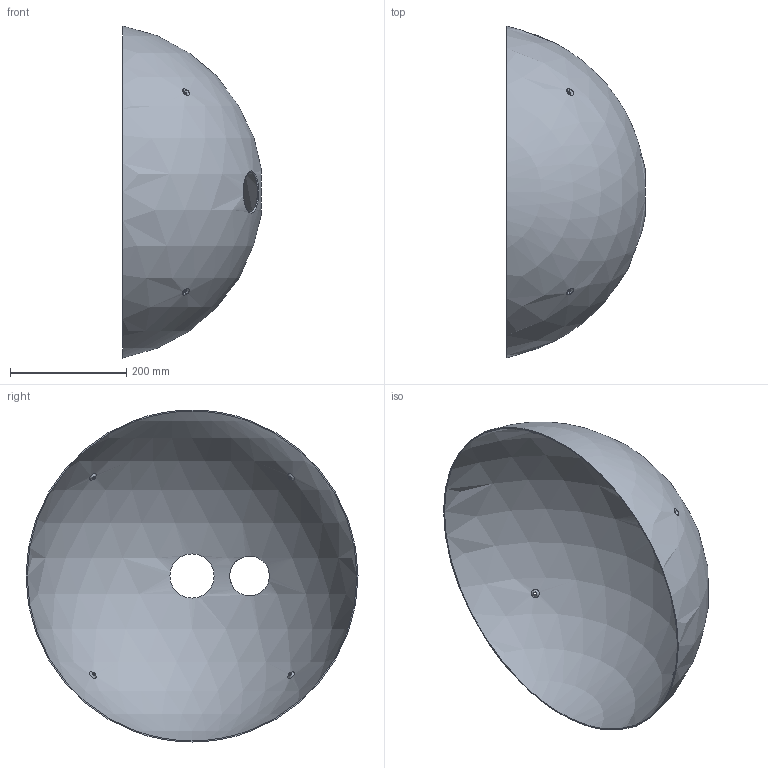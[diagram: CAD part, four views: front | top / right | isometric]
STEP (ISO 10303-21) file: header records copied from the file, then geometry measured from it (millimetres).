
FILE_DESCRIPTION(/* description */ ('Back Outer Hemisphere'),/* implementation_level */ '2;1');
FILE_NAME(/* name */ 'INT-207-02-004.stp',/* time_stamp */ '2022-08-06T22:55:53+05:00',/* author */ ('Дом'),/* organization */ (''),/* preprocessor_version */ 'ST-DEVELOPER v19',/* originating_system */ 'Autodesk Inventor 2023',/* authorisation */ '');
FILE_SCHEMA (('AUTOMOTIVE_DESIGN { 1 0 10303 214 3 1 1 }'));
Length unit declared in the file: millimetre
Products named in the file (1): INT-207-02-004
Bounding box: 239 x 571.83 x 571.83 mm (x, y, z)
Volume: 855564.4 mm3; surface area: 860262.5 mm2
Topology: 1 solids, 1 shells, 27 faces, 70 edges, 46 vertices
Faces by surface type: bspline 18, cylinder 6, sphere 2, plane 1
Full cylindrical faces by diameter (mm): 5.2 x4, 76 x1
Entity records: 6256 total; most frequent: CARTESIAN_POINT 5631, ORIENTED_EDGE 140, DIRECTION 105, EDGE_CURVE 70, AXIS2_PLACEMENT_3D 50, VERTEX_POINT 46, CIRCLE 40, EDGE_LOOP 40
